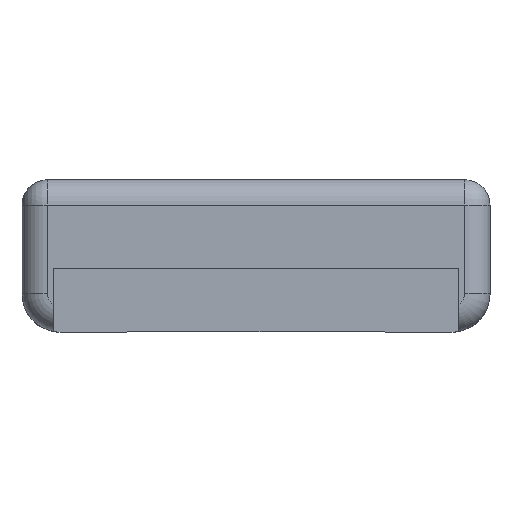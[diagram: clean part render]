
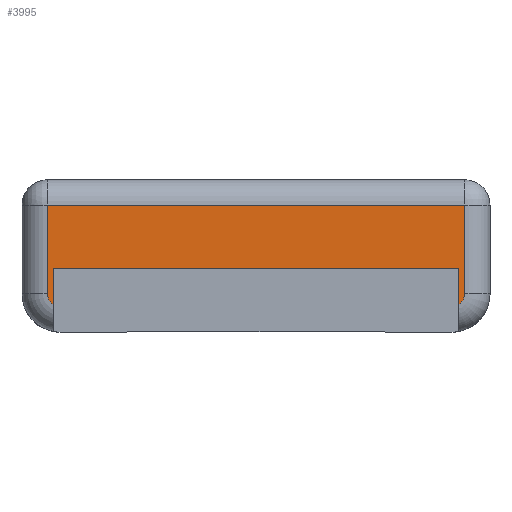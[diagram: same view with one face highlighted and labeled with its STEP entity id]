
A CAD part, top view. The second image highlights one B-rep face of the part: STEP entity #3995.
In plain terms, the highlighted planar face has unit normal (0, 0, 1).
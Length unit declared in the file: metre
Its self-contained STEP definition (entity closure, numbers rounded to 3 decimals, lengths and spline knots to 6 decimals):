
#257=CIRCLE('',#4265,0.001);
#267=CIRCLE('',#4306,0.001);
#1058=ORIENTED_EDGE('',*,*,#1988,.F.);
#1059=ORIENTED_EDGE('',*,*,#1919,.T.);
#1060=ORIENTED_EDGE('',*,*,#1908,.T.);
#1061=ORIENTED_EDGE('',*,*,#1687,.T.);
#1062=ORIENTED_EDGE('',*,*,#1984,.T.);
#1063=ORIENTED_EDGE('',*,*,#1992,.T.);
#1064=ORIENTED_EDGE('',*,*,#1989,.T.);
#1065=ORIENTED_EDGE('',*,*,#1680,.F.);
#1680=EDGE_CURVE('',#2246,#2247,#2599,.T.);
#1687=EDGE_CURVE('',#2253,#2252,#2603,.T.);
#1908=EDGE_CURVE('',#2401,#2253,#2739,.T.);
#1919=EDGE_CURVE('',#2409,#2401,#257,.T.);
#1984=EDGE_CURVE('',#2252,#2435,#2795,.T.);
#1988=EDGE_CURVE('',#2409,#2246,#2796,.T.);
#1989=EDGE_CURVE('',#2437,#2247,#2797,.T.);
#1992=EDGE_CURVE('',#2435,#2437,#267,.T.);
#2246=VERTEX_POINT('',#6930);
#2247=VERTEX_POINT('',#6931);
#2252=VERTEX_POINT('',#6943);
#2253=VERTEX_POINT('',#6945);
#2401=VERTEX_POINT('',#7602);
#2409=VERTEX_POINT('',#7623);
#2435=VERTEX_POINT('',#7912);
#2437=VERTEX_POINT('',#8021);
#2599=LINE('',#6929,#2996);
#2603=LINE('',#6944,#3000);
#2739=LINE('',#7601,#3136);
#2795=LINE('',#7913,#3192);
#2796=LINE('',#8018,#3193);
#2797=LINE('',#8020,#3194);
#2996=VECTOR('',#4661,1.);
#3000=VECTOR('',#4673,1.);
#3136=VECTOR('',#5025,1.);
#3192=VECTOR('',#5169,1.);
#3193=VECTOR('',#5174,1.);
#3194=VECTOR('',#5177,1.);
#3401=EDGE_LOOP('',(#1058,#1059,#1060,#1061,#1062,#1063,#1064,#1065));
#3633=FACE_BOUND('',#3401,.T.);
#3808=PLANE('',#4305);
#3995=ADVANCED_FACE('',(#3633),#3808,.F.);
#4265=AXIS2_PLACEMENT_3D('',#7622,#5045,#5046);
#4305=AXIS2_PLACEMENT_3D('',#8030,#5179,#5180);
#4306=AXIS2_PLACEMENT_3D('',#8031,#5181,#5182);
#4661=DIRECTION('',(-1.,0.,0.));
#4673=DIRECTION('',(-1.,0.,0.));
#5025=DIRECTION('',(0.,1.,0.));
#5045=DIRECTION('',(0.,0.,1.));
#5046=DIRECTION('',(-1.,0.,0.));
#5169=DIRECTION('',(0.,-1.,0.));
#5174=DIRECTION('',(0.,1.,0.));
#5177=DIRECTION('',(0.,1.,0.));
#5179=DIRECTION('',(0.,0.,-1.));
#5180=DIRECTION('',(0.,-1.,0.));
#5181=DIRECTION('',(0.,0.,1.));
#5182=DIRECTION('',(-1.,0.,0.));
#6929=CARTESIAN_POINT('',(0.,0.01319,0.065146));
#6930=CARTESIAN_POINT('',(0.016,0.01319,0.065146));
#6931=CARTESIAN_POINT('',(-0.016,0.01319,0.065146));
#6943=CARTESIAN_POINT('',(-0.016455,0.01819,0.065146));
#6944=CARTESIAN_POINT('',(0.,0.01819,0.065146));
#6945=CARTESIAN_POINT('',(0.016455,0.01819,0.065146));
#7601=CARTESIAN_POINT('',(0.016455,0.013188,0.065146));
#7602=CARTESIAN_POINT('',(0.016455,0.01119,0.065146));
#7622=CARTESIAN_POINT('',(0.015455,0.01119,0.065146));
#7623=CARTESIAN_POINT('',(0.016,0.010352,0.065146));
#7912=CARTESIAN_POINT('',(-0.016455,0.01119,0.065146));
#7913=CARTESIAN_POINT('',(-0.016455,0.01119,0.065146));
#8018=CARTESIAN_POINT('',(0.016,0.00819,0.065146));
#8020=CARTESIAN_POINT('',(-0.016,0.00819,0.065146));
#8021=CARTESIAN_POINT('',(-0.016,0.010352,0.065146));
#8030=CARTESIAN_POINT('',(0.,0.013188,0.065146));
#8031=CARTESIAN_POINT('',(-0.015455,0.01119,0.065146));
